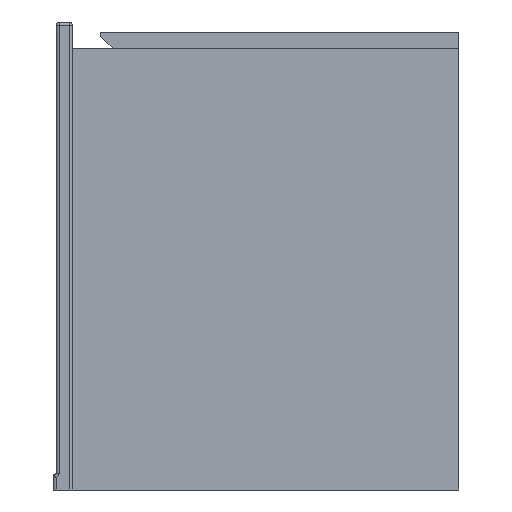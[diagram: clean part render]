
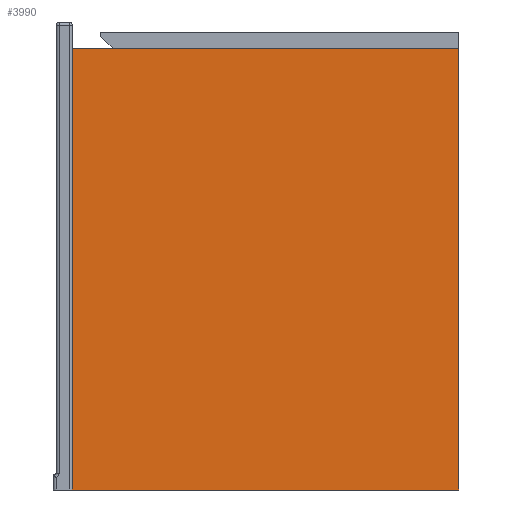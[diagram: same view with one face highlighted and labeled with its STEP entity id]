
A CAD part, left-side view. The second image highlights one B-rep face of the part: STEP entity #3990.
In plain terms, the highlighted planar face has unit normal (-1, 0, 0).
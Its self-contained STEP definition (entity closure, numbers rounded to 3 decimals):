
#257 = CARTESIAN_POINT ( 'NONE',  ( -444., -190., 0. ) ) ;
#402 = LINE ( 'NONE', #2595, #3741 ) ;
#469 = CARTESIAN_POINT ( 'NONE',  ( -444., 190., 434. ) ) ;
#675 = CARTESIAN_POINT ( 'NONE',  ( -444., -190., 434. ) ) ;
#768 = DIRECTION ( 'NONE',  ( -1., 0., 0. ) ) ;
#809 = DIRECTION ( 'NONE',  ( 0., -1., 0. ) ) ;
#817 = EDGE_CURVE ( 'NONE', #1329, #919, #2838, .T. ) ;
#877 = ORIENTED_EDGE ( 'NONE', *, *, #3605, .F. ) ;
#902 = EDGE_LOOP ( 'NONE', ( #3098, #877, #3808, #3541 ) ) ;
#919 = VERTEX_POINT ( 'NONE', #1471 ) ;
#1015 = DIRECTION ( 'NONE',  ( 0., 0., -1. ) ) ;
#1184 = LINE ( 'NONE', #3133, #1744 ) ;
#1329 = VERTEX_POINT ( 'NONE', #4077 ) ;
#1358 = EDGE_CURVE ( 'NONE', #1562, #1329, #1184, .T. ) ;
#1471 = CARTESIAN_POINT ( 'NONE',  ( -444., 190., 0. ) ) ;
#1562 = VERTEX_POINT ( 'NONE', #675 ) ;
#1576 = VECTOR ( 'NONE', #1015, 1000. ) ;
#1705 = EDGE_CURVE ( 'NONE', #4194, #919, #402, .T. ) ;
#1744 = VECTOR ( 'NONE', #2830, 1000. ) ;
#1806 = DIRECTION ( 'NONE',  ( 0., 0., -1. ) ) ;
#1818 = PLANE ( 'NONE',  #1831 ) ;
#1831 = AXIS2_PLACEMENT_3D ( 'NONE', #469, #768, #809 ) ;
#2483 = LINE ( 'NONE', #3297, #1576 ) ;
#2595 = CARTESIAN_POINT ( 'NONE',  ( -444., 190., 0. ) ) ;
#2598 = FACE_OUTER_BOUND ( 'NONE', #902, .T. ) ;
#2830 = DIRECTION ( 'NONE',  ( 0., 1., 0. ) ) ;
#2838 = LINE ( 'NONE', #2943, #3327 ) ;
#2943 = CARTESIAN_POINT ( 'NONE',  ( -444., 190., 434. ) ) ;
#2952 = DIRECTION ( 'NONE',  ( 0., 1., 0. ) ) ;
#3098 = ORIENTED_EDGE ( 'NONE', *, *, #1705, .F. ) ;
#3133 = CARTESIAN_POINT ( 'NONE',  ( -444., 190., 434. ) ) ;
#3297 = CARTESIAN_POINT ( 'NONE',  ( -444., -190., 434. ) ) ;
#3327 = VECTOR ( 'NONE', #1806, 1000. ) ;
#3541 = ORIENTED_EDGE ( 'NONE', *, *, #817, .T. ) ;
#3605 = EDGE_CURVE ( 'NONE', #1562, #4194, #2483, .T. ) ;
#3741 = VECTOR ( 'NONE', #2952, 1000. ) ;
#3808 = ORIENTED_EDGE ( 'NONE', *, *, #1358, .T. ) ;
#3990 = ADVANCED_FACE ( 'NONE', ( #2598 ), #1818, .T. ) ;
#4077 = CARTESIAN_POINT ( 'NONE',  ( -444., 190., 434. ) ) ;
#4194 = VERTEX_POINT ( 'NONE', #257 ) ;
